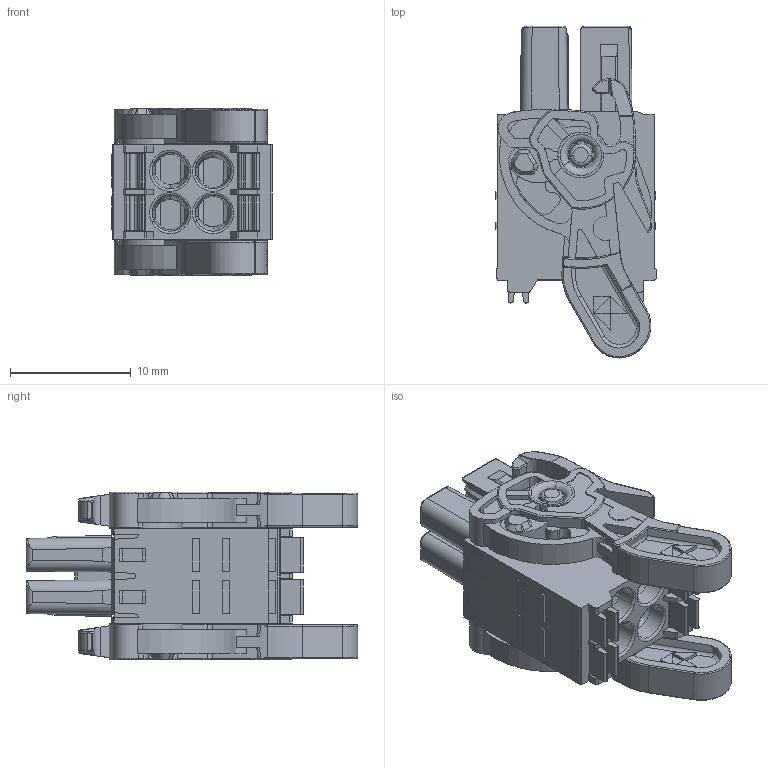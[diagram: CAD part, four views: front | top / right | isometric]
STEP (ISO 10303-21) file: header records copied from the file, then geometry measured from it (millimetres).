
FILE_DESCRIPTION((''),'2;1');
FILE_NAME('TLPSDL-010-1','2024-09-25T16:33:58',('sheji109'),(''),'CREO PARAMETRIC BY PTC INC, 2018100','CREO PARAMETRIC BY PTC INC, 2018100','');
FILE_SCHEMA(('CONFIG_CONTROL_DESIGN'));
Length unit declared in the file: millimetre
Products named in the file (1): TLPSDL-010-1
Bounding box: 13.34 x 27.5 x 13.9 mm (x, y, z)
Volume: 2316.4 mm3; surface area: 2674.2 mm2
Topology: 1 solids, 1 shells, 1341 faces, 3710 edges, 2405 vertices
Faces by surface type: plane 686, cylinder 401, torus 144, bspline 56, cone 48, sphere 6
Entity records: 45810 total; most frequent: CARTESIAN_POINT 11573, ORIENTED_EDGE 7412, DIRECTION 7017, EDGE_CURVE 3706, AXIS2_PLACEMENT_3D 2484, VERTEX_POINT 2405, VECTOR 2049, LINE 2049
